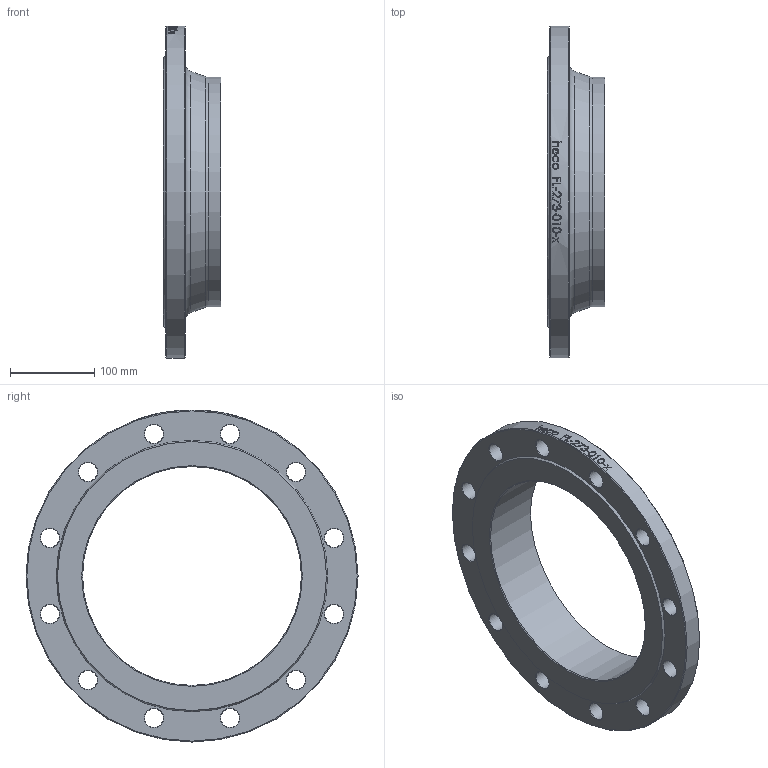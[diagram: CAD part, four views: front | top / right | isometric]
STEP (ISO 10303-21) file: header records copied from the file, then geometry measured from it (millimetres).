
FILE_DESCRIPTION (( 'STEP AP214' ), '1' );
FILE_NAME ('FL-273-010-x Vorschweissflansch PN10 Iso DIN2632 2009.STEP', '2020-09-03T08:52:09', ( '' ), ( '' ), 'SwSTEP 2.0', 'SolidWorks 2019', '' );
FILE_SCHEMA (( 'AUTOMOTIVE_DESIGN' ));
Length unit declared in the file: millimetre
Products named in the file (1): FL-273-010-x Vorschweissflansch PN10 Iso DIN2632 2009
Bounding box: 68 x 395 x 395 mm (x, y, z)
Volume: 1907797.2 mm3; surface area: 260373.9 mm2
Topology: 1 solids, 1 shells, 70 faces, 272 edges, 225 vertices
Faces by surface type: cylinder 35, cone 29, plane 4, torus 2
Full cylindrical faces by diameter (mm): 22 x12, 260.4 x1, 273 x1, 395 x1
Entity records: 6263 total; most frequent: CARTESIAN_POINT 3990, ORIENTED_EDGE 418, DIRECTION 356, EDGE_CURVE 209, VERTEX_POINT 209, AXIS2_PLACEMENT_3D 166, EDGE_LOOP 164, CIRCLE 95
